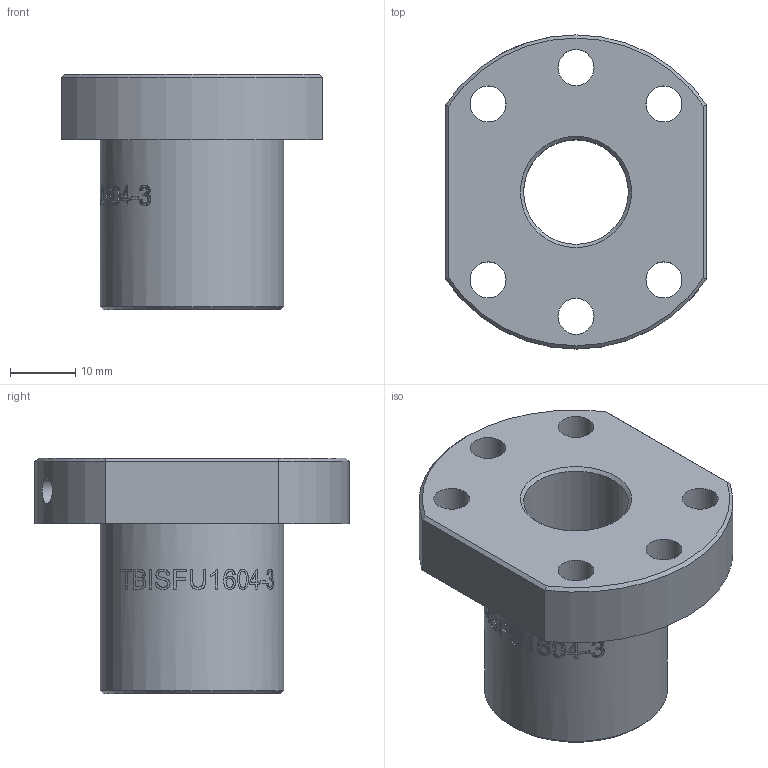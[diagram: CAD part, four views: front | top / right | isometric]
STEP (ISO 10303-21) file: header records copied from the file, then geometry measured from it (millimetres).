
FILE_DESCRIPTION(/* description */ (''),/* implementation_level */ '2;1');
FILE_NAME(/* name */ 'SFU1604-3.stp',/* time_stamp */ '2020-03-06T13:00:11+08:00',/* author */ (''),/* organization */ (''),/* preprocessor_version */ 'ST-DEVELOPER v16',/* originating_system */ 'SIEMENS PLM Software NX 10.0',/* authorisation */ '');
FILE_SCHEMA (('AUTOMOTIVE_DESIGN { 1 0 10303 214 3 1 1 1 }'));
Length unit declared in the file: millimetre
Products named in the file (1): DELL2854BF2Br0cr
Bounding box: 40 x 48 x 36 mm (x, y, z)
Volume: 23817.5 mm3; surface area: 9284.9 mm2
Topology: 1 solids, 1 shells, 186 faces, 493 edges, 327 vertices
Faces by surface type: extrusion 84, plane 78, cylinder 17, cone 7
Full cylindrical faces by diameter (mm): 4 x1, 5.2 x1, 5.5 x6, 16 x1, 28 x1
Entity records: 7213 total; most frequent: CARTESIAN_POINT 3033, ORIENTED_EDGE 940, DIRECTION 591, EDGE_CURVE 470, VERTEX_POINT 321, B_SPLINE_CURVE_WITH_KNOTS 315, VECTOR 261, EDGE_LOOP 234
